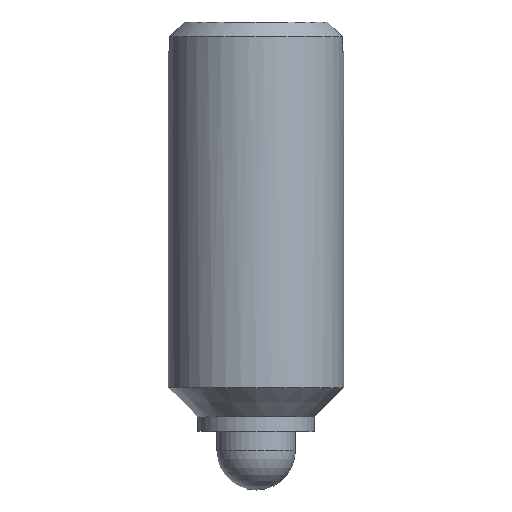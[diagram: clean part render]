
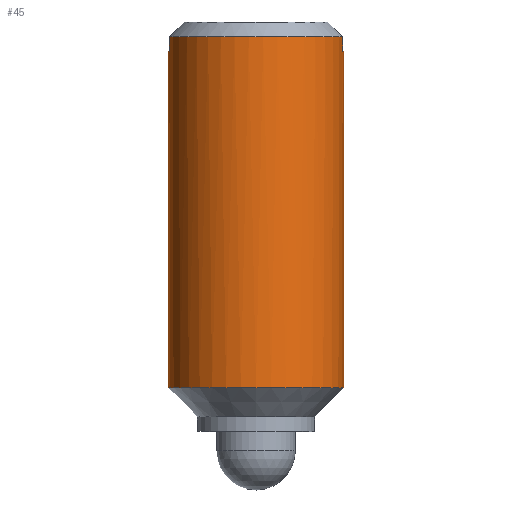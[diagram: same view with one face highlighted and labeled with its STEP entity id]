
A CAD part, left-side view. The second image highlights one B-rep face of the part: STEP entity #45.
In plain terms, the highlighted cylindrical face has radius 3 mm (diameter 6 mm), a full revolution.
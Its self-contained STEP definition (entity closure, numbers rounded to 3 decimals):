
#45 = ADVANCED_FACE( '', ( #95, #96 ), #97, .T. );
#95 = FACE_OUTER_BOUND( '', #146, .T. );
#96 = FACE_OUTER_BOUND( '', #147, .T. );
#97 = CYLINDRICAL_SURFACE( '', #148, 3. );
#146 = EDGE_LOOP( '', ( #200 ) );
#147 = EDGE_LOOP( '', ( #201, #202, #203, #204, #205, #206, #207, #208 ) );
#148 = AXIS2_PLACEMENT_3D( '', #209, #210, #211 );
#200 = ORIENTED_EDGE( '', *, *, #284, .T. );
#201 = ORIENTED_EDGE( '', *, *, #285, .F. );
#202 = ORIENTED_EDGE( '', *, *, #286, .T. );
#203 = ORIENTED_EDGE( '', *, *, #287, .F. );
#204 = ORIENTED_EDGE( '', *, *, #288, .F. );
#205 = ORIENTED_EDGE( '', *, *, #289, .F. );
#206 = ORIENTED_EDGE( '', *, *, #290, .T. );
#207 = ORIENTED_EDGE( '', *, *, #291, .F. );
#208 = ORIENTED_EDGE( '', *, *, #292, .F. );
#209 = CARTESIAN_POINT( '', ( 0., 0., 10.5 ) );
#210 = DIRECTION( '', ( 0., 0., -1. ) );
#211 = DIRECTION( '', ( 1., 0., 0. ) );
#284 = EDGE_CURVE( '', #326, #326, #327, .T. );
#285 = EDGE_CURVE( '', #328, #329, #330, .F. );
#286 = EDGE_CURVE( '', #328, #331, #332, .T. );
#287 = EDGE_CURVE( '', #333, #331, #334, .T. );
#288 = EDGE_CURVE( '', #335, #333, #336, .T. );
#289 = EDGE_CURVE( '', #337, #335, #338, .F. );
#290 = EDGE_CURVE( '', #337, #339, #340, .T. );
#291 = EDGE_CURVE( '', #341, #339, #342, .T. );
#292 = EDGE_CURVE( '', #329, #341, #343, .T. );
#326 = VERTEX_POINT( '', #380 );
#327 = CIRCLE( '', #381, 3. );
#328 = VERTEX_POINT( '', #382 );
#329 = VERTEX_POINT( '', #383 );
#330 = LINE( '', #384, #385 );
#331 = VERTEX_POINT( '', #386 );
#332 = CIRCLE( '', #387, 3. );
#333 = VERTEX_POINT( '', #388 );
#334 = LINE( '', #389, #390 );
#335 = VERTEX_POINT( '', #391 );
#336 = CIRCLE( '', #392, 3. );
#337 = VERTEX_POINT( '', #393 );
#338 = LINE( '', #394, #395 );
#339 = VERTEX_POINT( '', #396 );
#340 = CIRCLE( '', #397, 3. );
#341 = VERTEX_POINT( '', #398 );
#342 = LINE( '', #399, #400 );
#343 = CIRCLE( '', #401, 3. );
#380 = CARTESIAN_POINT( '', ( 3., 0., 3.5 ) );
#381 = AXIS2_PLACEMENT_3D( '', #451, #452, #453 );
#382 = CARTESIAN_POINT( '', ( 0.5, 2.958, 15.5 ) );
#383 = CARTESIAN_POINT( '', ( 0.5, 2.958, 15. ) );
#384 = CARTESIAN_POINT( '', ( 0.5, 2.958, 10.5 ) );
#385 = VECTOR( '', #454, 1000. );
#386 = CARTESIAN_POINT( '', ( 0.5, -2.958, 15.5 ) );
#387 = AXIS2_PLACEMENT_3D( '', #455, #456, #457 );
#388 = CARTESIAN_POINT( '', ( 0.5, -2.958, 15. ) );
#389 = CARTESIAN_POINT( '', ( 0.5, -2.958, 10.5 ) );
#390 = VECTOR( '', #458, 1000. );
#391 = CARTESIAN_POINT( '', ( -0.5, -2.958, 15. ) );
#392 = AXIS2_PLACEMENT_3D( '', #459, #460, #461 );
#393 = CARTESIAN_POINT( '', ( -0.5, -2.958, 15.5 ) );
#394 = CARTESIAN_POINT( '', ( -0.5, -2.958, 10.5 ) );
#395 = VECTOR( '', #462, 1000. );
#396 = CARTESIAN_POINT( '', ( -0.5, 2.958, 15.5 ) );
#397 = AXIS2_PLACEMENT_3D( '', #463, #464, #465 );
#398 = CARTESIAN_POINT( '', ( -0.5, 2.958, 15. ) );
#399 = CARTESIAN_POINT( '', ( -0.5, 2.958, 10.5 ) );
#400 = VECTOR( '', #466, 1000. );
#401 = AXIS2_PLACEMENT_3D( '', #467, #468, #469 );
#451 = CARTESIAN_POINT( '', ( 0., 0., 3.5 ) );
#452 = DIRECTION( '', ( 0., 0., 1. ) );
#453 = DIRECTION( '', ( 1., 0., 0. ) );
#454 = DIRECTION( '', ( 0., 0., 1. ) );
#455 = CARTESIAN_POINT( '', ( 0., 0., 15.5 ) );
#456 = DIRECTION( '', ( 0., 0., -1. ) );
#457 = DIRECTION( '', ( -1., 0., 0. ) );
#458 = DIRECTION( '', ( 0., 0., 1. ) );
#459 = CARTESIAN_POINT( '', ( 0., 0., 15. ) );
#460 = DIRECTION( '', ( 0., 0., 1. ) );
#461 = DIRECTION( '', ( 1., 0., 0. ) );
#462 = DIRECTION( '', ( 0., 0., 1. ) );
#463 = CARTESIAN_POINT( '', ( 0., 0., 15.5 ) );
#464 = DIRECTION( '', ( 0., 0., -1. ) );
#465 = DIRECTION( '', ( -1., 0., 0. ) );
#466 = DIRECTION( '', ( 0., 0., 1. ) );
#467 = CARTESIAN_POINT( '', ( 0., 0., 15. ) );
#468 = DIRECTION( '', ( 0., 0., 1. ) );
#469 = DIRECTION( '', ( 1., 0., 0. ) );
